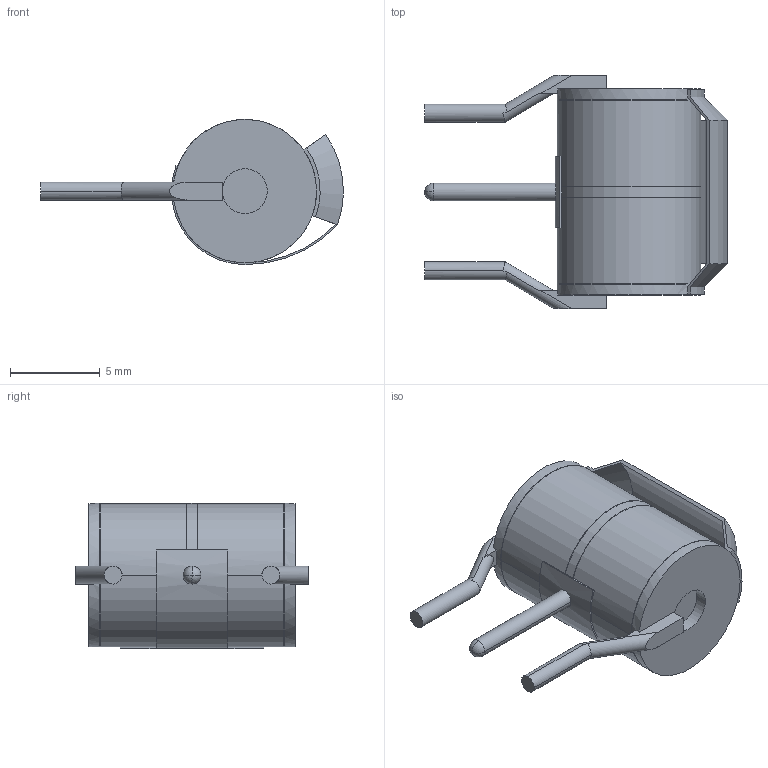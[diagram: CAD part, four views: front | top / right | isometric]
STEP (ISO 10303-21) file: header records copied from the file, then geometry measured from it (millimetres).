
FILE_DESCRIPTION((''),'2;1');
FILE_NAME('2026-XX-C2F','2012-07-30T',('ryans'),('Bourns, Inc.'),'PRO/ENGINEER BY PARAMETRIC TECHNOLOGY CORPORATION, 2010100','PRO/ENGINEER BY PARAMETRIC TECHNOLOGY CORPORATION, 2010100','');
FILE_SCHEMA(('CONFIG_CONTROL_DESIGN'));
Length unit declared in the file: millimetre
Products named in the file (1): 2026-XX-C2F
Bounding box: 16.9 x 13 x 8.1 mm (x, y, z)
Volume: 359 mm3; surface area: 1055.9 mm2
Topology: 1 solids, 2 shells, 97 faces, 255 edges, 163 vertices
Faces by surface type: plane 45, cylinder 44, cone 4, sphere 4
Entity records: 3265 total; most frequent: CARTESIAN_POINT 774, DIRECTION 523, ORIENTED_EDGE 510, EDGE_CURVE 255, AXIS2_PLACEMENT_3D 192, VERTEX_POINT 163, VECTOR 139, LINE 139
